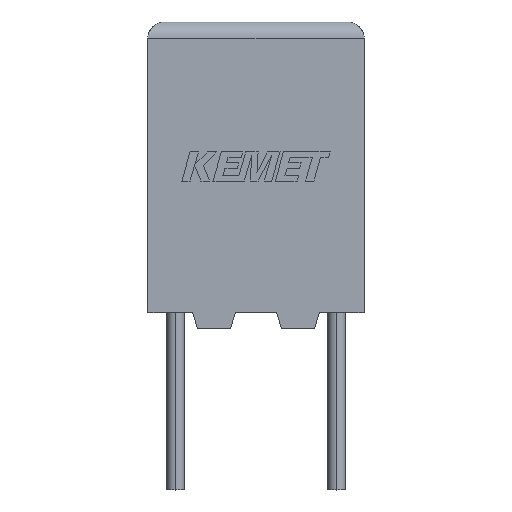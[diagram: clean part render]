
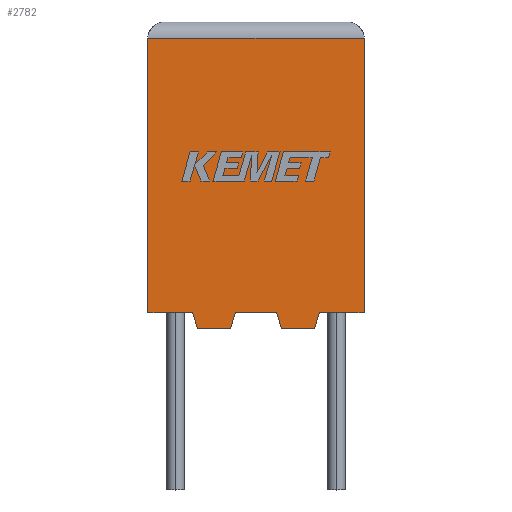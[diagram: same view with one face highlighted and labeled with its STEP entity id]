
A CAD part, top view. The second image highlights one B-rep face of the part: STEP entity #2782.
In plain terms, the highlighted planar face has unit normal (0, 0, 1).
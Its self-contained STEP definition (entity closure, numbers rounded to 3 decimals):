
#67 = VERTEX_POINT ( 'NONE', #2675 ) ;
#71 = VERTEX_POINT ( 'NONE', #2655 ) ;
#109 = ORIENTED_EDGE ( 'NONE', *, *, #2024, .F. ) ;
#133 = LINE ( 'NONE', #3138, #1692 ) ;
#210 = ORIENTED_EDGE ( 'NONE', *, *, #1830, .T. ) ;
#226 = LINE ( 'NONE', #899, #3194 ) ;
#232 = LINE ( 'NONE', #1230, #2687 ) ;
#248 = EDGE_CURVE ( 'NONE', #2560, #1590, #2774, .T. ) ;
#309 = LINE ( 'NONE', #1290, #2968 ) ;
#338 = CARTESIAN_POINT ( 'NONE',  ( 0., 0., 4.5 ) ) ;
#428 = LINE ( 'NONE', #2425, #1220 ) ;
#521 = CARTESIAN_POINT ( 'NONE',  ( 0., 0., 4.5 ) ) ;
#551 = DIRECTION ( 'NONE',  ( 0., 0., -1. ) ) ;
#560 = LINE ( 'NONE', #3076, #1033 ) ;
#616 = CARTESIAN_POINT ( 'NONE',  ( 0., 8.5, 4.5 ) ) ;
#679 = EDGE_CURVE ( 'NONE', #2121, #1301, #1919, .T. ) ;
#693 = DIRECTION ( 'NONE',  ( -0.287, -0.958, 0. ) ) ;
#715 = VERTEX_POINT ( 'NONE', #2426 ) ;
#716 = CARTESIAN_POINT ( 'NONE',  ( 0., 0., 4.5 ) ) ;
#717 = DIRECTION ( 'NONE',  ( 0.287, 0.958, 0. ) ) ;
#720 = VERTEX_POINT ( 'NONE', #1689 ) ;
#739 = EDGE_CURVE ( 'NONE', #1338, #720, #232, .T. ) ;
#771 = ORIENTED_EDGE ( 'NONE', *, *, #2736, .T. ) ;
#790 = DIRECTION ( 'NONE',  ( 1., 0., 0. ) ) ;
#872 = ORIENTED_EDGE ( 'NONE', *, *, #2090, .T. ) ;
#899 = CARTESIAN_POINT ( 'NONE',  ( 0., 8.5, 4.5 ) ) ;
#946 = LINE ( 'NONE', #2437, #1103 ) ;
#993 = EDGE_CURVE ( 'NONE', #720, #2121, #226, .T. ) ;
#1001 = FACE_OUTER_BOUND ( 'NONE', #1543, .T. ) ;
#1031 = DIRECTION ( 'NONE',  ( -1., 0., 0. ) ) ;
#1033 = VECTOR ( 'NONE', #2105, 1000. ) ;
#1042 = ORIENTED_EDGE ( 'NONE', *, *, #679, .T. ) ;
#1063 = ORIENTED_EDGE ( 'NONE', *, *, #739, .T. ) ;
#1078 = CARTESIAN_POINT ( 'NONE',  ( 6.7, 0., 4.5 ) ) ;
#1103 = VECTOR ( 'NONE', #693, 1000. ) ;
#1195 = LINE ( 'NONE', #3203, #2881 ) ;
#1202 = VERTEX_POINT ( 'NONE', #3065 ) ;
#1220 = VECTOR ( 'NONE', #1367, 1000. ) ;
#1230 = CARTESIAN_POINT ( 'NONE',  ( 6.7, 0., 4.5 ) ) ;
#1290 = CARTESIAN_POINT ( 'NONE',  ( 5.164, -0.5, 4.5 ) ) ;
#1297 = CARTESIAN_POINT ( 'NONE',  ( 0., 0., 4.5 ) ) ;
#1301 = VERTEX_POINT ( 'NONE', #1297 ) ;
#1338 = VERTEX_POINT ( 'NONE', #1078 ) ;
#1367 = DIRECTION ( 'NONE',  ( 0.287, -0.958, 0. ) ) ;
#1389 = ORIENTED_EDGE ( 'NONE', *, *, #2187, .F. ) ;
#1449 = EDGE_CURVE ( 'NONE', #71, #1590, #560, .T. ) ;
#1543 = EDGE_LOOP ( 'NONE', ( #1063, #2635, #1042, #1854, #210, #3139, #771, #2706, #2350, #109, #1389, #872 ) ) ;
#1565 = VECTOR ( 'NONE', #1934, 1000. ) ;
#1590 = VERTEX_POINT ( 'NONE', #3238 ) ;
#1689 = CARTESIAN_POINT ( 'NONE',  ( 6.7, 8.5, 4.5 ) ) ;
#1692 = VECTOR ( 'NONE', #2376, 1000. ) ;
#1750 = EDGE_CURVE ( 'NONE', #715, #67, #2866, .T. ) ;
#1830 = EDGE_CURVE ( 'NONE', #2529, #715, #428, .T. ) ;
#1854 = ORIENTED_EDGE ( 'NONE', *, *, #2591, .T. ) ;
#1919 = LINE ( 'NONE', #716, #1565 ) ;
#1934 = DIRECTION ( 'NONE',  ( 0., -1., 0. ) ) ;
#2013 = DIRECTION ( 'NONE',  ( -1., 0., 0. ) ) ;
#2024 = EDGE_CURVE ( 'NONE', #1202, #71, #309, .T. ) ;
#2085 = CARTESIAN_POINT ( 'NONE',  ( 1.386, 0., 4.5 ) ) ;
#2090 = EDGE_CURVE ( 'NONE', #2224, #1338, #2321, .T. ) ;
#2105 = DIRECTION ( 'NONE',  ( -0.287, 0.958, 0. ) ) ;
#2121 = VERTEX_POINT ( 'NONE', #616 ) ;
#2187 = EDGE_CURVE ( 'NONE', #2224, #1202, #946, .T. ) ;
#2208 = CARTESIAN_POINT ( 'NONE',  ( 5.314, 0., 4.5 ) ) ;
#2224 = VERTEX_POINT ( 'NONE', #2208 ) ;
#2321 = LINE ( 'NONE', #338, #3021 ) ;
#2350 = ORIENTED_EDGE ( 'NONE', *, *, #1449, .F. ) ;
#2376 = DIRECTION ( 'NONE',  ( 1., 0., 0. ) ) ;
#2425 = CARTESIAN_POINT ( 'NONE',  ( 1.386, 0., 4.5 ) ) ;
#2426 = CARTESIAN_POINT ( 'NONE',  ( 1.536, -0.5, 4.5 ) ) ;
#2437 = CARTESIAN_POINT ( 'NONE',  ( 5.314, 0., 4.5 ) ) ;
#2528 = CARTESIAN_POINT ( 'NONE',  ( 2.711, 0., 4.5 ) ) ;
#2529 = VERTEX_POINT ( 'NONE', #2085 ) ;
#2540 = PLANE ( 'NONE',  #2996 ) ;
#2560 = VERTEX_POINT ( 'NONE', #2528 ) ;
#2591 = EDGE_CURVE ( 'NONE', #1301, #2529, #133, .T. ) ;
#2617 = VECTOR ( 'NONE', #790, 1000. ) ;
#2635 = ORIENTED_EDGE ( 'NONE', *, *, #993, .T. ) ;
#2655 = CARTESIAN_POINT ( 'NONE',  ( 4.139, -0.5, 4.5 ) ) ;
#2670 = CARTESIAN_POINT ( 'NONE',  ( 1.536, -0.5, 4.5 ) ) ;
#2675 = CARTESIAN_POINT ( 'NONE',  ( 2.561, -0.5, 4.5 ) ) ;
#2687 = VECTOR ( 'NONE', #2799, 1000. ) ;
#2706 = ORIENTED_EDGE ( 'NONE', *, *, #248, .T. ) ;
#2736 = EDGE_CURVE ( 'NONE', #67, #2560, #1195, .T. ) ;
#2774 = LINE ( 'NONE', #521, #2617 ) ;
#2782 = ADVANCED_FACE ( 'NONE', ( #1001 ), #2540, .F. ) ;
#2784 = DIRECTION ( 'NONE',  ( 1., 0., 0. ) ) ;
#2799 = DIRECTION ( 'NONE',  ( 0., 1., 0. ) ) ;
#2866 = LINE ( 'NONE', #2670, #3163 ) ;
#2881 = VECTOR ( 'NONE', #717, 1000. ) ;
#2895 = DIRECTION ( 'NONE',  ( -1., 0., 0. ) ) ;
#2968 = VECTOR ( 'NONE', #1031, 1000. ) ;
#2996 = AXIS2_PLACEMENT_3D ( 'NONE', #3035, #551, #2013 ) ;
#3021 = VECTOR ( 'NONE', #2784, 1000. ) ;
#3035 = CARTESIAN_POINT ( 'NONE',  ( 0., 0., 4.5 ) ) ;
#3065 = CARTESIAN_POINT ( 'NONE',  ( 5.164, -0.5, 4.5 ) ) ;
#3076 = CARTESIAN_POINT ( 'NONE',  ( 4.139, -0.5, 4.5 ) ) ;
#3138 = CARTESIAN_POINT ( 'NONE',  ( 0., 0., 4.5 ) ) ;
#3139 = ORIENTED_EDGE ( 'NONE', *, *, #1750, .T. ) ;
#3153 = DIRECTION ( 'NONE',  ( 1., 0., 0. ) ) ;
#3163 = VECTOR ( 'NONE', #3153, 1000. ) ;
#3194 = VECTOR ( 'NONE', #2895, 1000. ) ;
#3203 = CARTESIAN_POINT ( 'NONE',  ( 2.561, -0.5, 4.5 ) ) ;
#3238 = CARTESIAN_POINT ( 'NONE',  ( 3.989, 0., 4.5 ) ) ;
